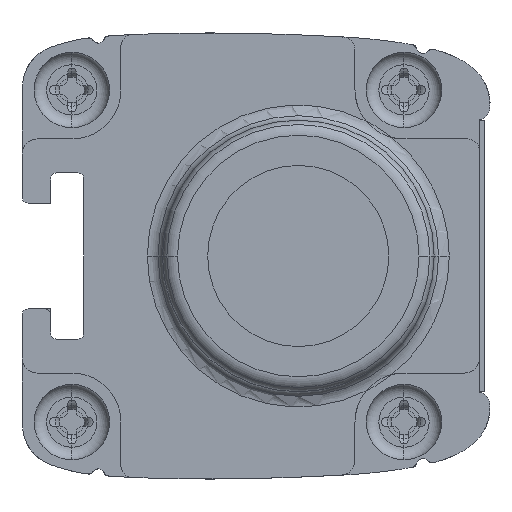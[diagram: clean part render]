
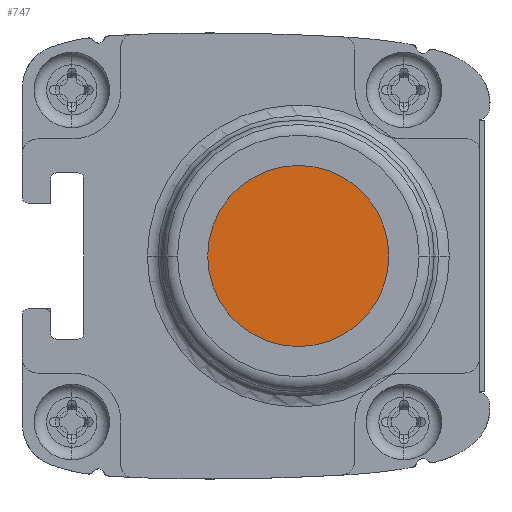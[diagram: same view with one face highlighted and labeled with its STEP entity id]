
A CAD part, front view. The second image highlights one B-rep face of the part: STEP entity #747.
In plain terms, the highlighted planar face has unit normal (0, -1, 0).
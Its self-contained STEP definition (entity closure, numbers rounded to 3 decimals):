
#747=ADVANCED_FACE('',(#2325),#2326,.F.);
#2325=FACE_OUTER_BOUND('',#4263,.T.);
#2326=PLANE('',#4264);
#4263=EDGE_LOOP('',(#10318,#10319));
#4264=AXIS2_PLACEMENT_3D('',#10320,#10321,#10322);
#10318=ORIENTED_EDGE('',*,*,#14959,.T.);
#10319=ORIENTED_EDGE('',*,*,#14958,.T.);
#10320=CARTESIAN_POINT('',(-175.568,-17.762,15.333));
#10321=DIRECTION('',(0.0,1.0,0.0));
#10322=DIRECTION('',(1.0,0.0,-0.0));
#14958=EDGE_CURVE('',#18810,#18814,#18816,.T.);
#14959=EDGE_CURVE('',#18814,#18810,#18817,.T.);
#18810=VERTEX_POINT('',#24320);
#18814=VERTEX_POINT('',#24325);
#18816=CIRCLE('',#24328,6.0);
#18817=CIRCLE('',#24329,6.0);
#24320=CARTESIAN_POINT('',(-175.568,-17.762,15.333));
#24325=CARTESIAN_POINT('',(-163.568,-17.762,15.333));
#24328=AXIS2_PLACEMENT_3D('',#29832,#29833,#29834);
#24329=AXIS2_PLACEMENT_3D('',#29835,#29836,#29837);
#29832=CARTESIAN_POINT('',(-169.568,-17.762,15.333));
#29833=DIRECTION('',(0.0,-1.0,0.0));
#29834=DIRECTION('',(-1.0,0.0,0.0));
#29835=CARTESIAN_POINT('',(-169.568,-17.762,15.333));
#29836=DIRECTION('',(0.0,-1.0,0.0));
#29837=DIRECTION('',(1.0,0.0,0.0));
